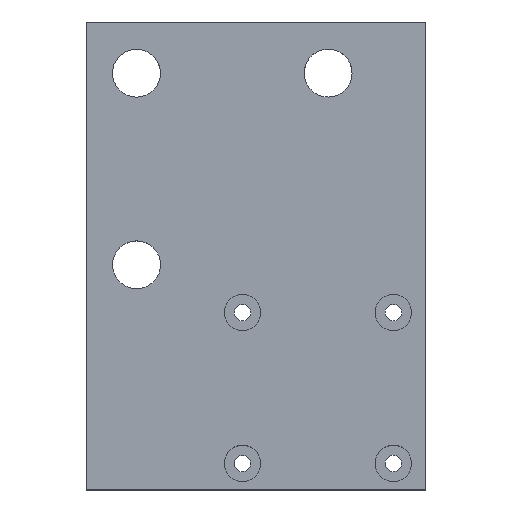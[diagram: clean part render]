
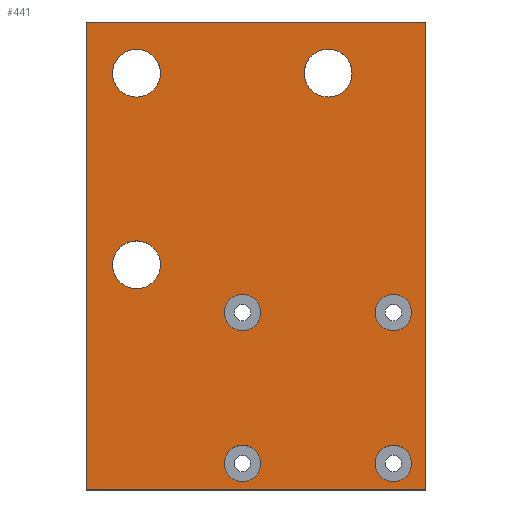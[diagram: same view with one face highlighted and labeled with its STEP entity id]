
A CAD part, top view. The second image highlights one B-rep face of the part: STEP entity #441.
In plain terms, the highlighted planar face has unit normal (0, 0, 1).
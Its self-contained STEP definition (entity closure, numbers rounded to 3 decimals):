
#29=LINE('',#751,#55);
#33=LINE('',#759,#59);
#36=LINE('',#765,#62);
#39=LINE('',#770,#65);
#55=VECTOR('',#634,10.);
#59=VECTOR('',#640,10.);
#62=VECTOR('',#645,10.);
#65=VECTOR('',#650,10.);
#88=FACE_BOUND('',#162,.T.);
#89=FACE_BOUND('',#163,.T.);
#90=FACE_BOUND('',#164,.T.);
#91=FACE_BOUND('',#165,.T.);
#92=FACE_BOUND('',#166,.T.);
#93=FACE_BOUND('',#167,.T.);
#94=FACE_BOUND('',#168,.T.);
#127=FACE_OUTER_BOUND('',#161,.T.);
#161=EDGE_LOOP('',(#381,#382,#383,#384));
#162=EDGE_LOOP('',(#385));
#163=EDGE_LOOP('',(#386));
#164=EDGE_LOOP('',(#387));
#165=EDGE_LOOP('',(#388));
#166=EDGE_LOOP('',(#389));
#167=EDGE_LOOP('',(#390));
#168=EDGE_LOOP('',(#391));
#179=CIRCLE('',#467,2.413);
#183=CIRCLE('',#474,2.413);
#187=CIRCLE('',#481,2.413);
#191=CIRCLE('',#488,2.413);
#196=CIRCLE('',#497,3.175);
#200=CIRCLE('',#504,3.175);
#204=CIRCLE('',#511,3.175);
#207=VERTEX_POINT('',#663);
#211=VERTEX_POINT('',#676);
#215=VERTEX_POINT('',#689);
#219=VERTEX_POINT('',#702);
#224=VERTEX_POINT('',#719);
#228=VERTEX_POINT('',#732);
#232=VERTEX_POINT('',#745);
#233=VERTEX_POINT('',#749);
#234=VERTEX_POINT('',#750);
#237=VERTEX_POINT('',#758);
#239=VERTEX_POINT('',#764);
#243=EDGE_CURVE('',#207,#207,#179,.T.);
#249=EDGE_CURVE('',#211,#211,#183,.T.);
#255=EDGE_CURVE('',#215,#215,#187,.T.);
#261=EDGE_CURVE('',#219,#219,#191,.T.);
#270=EDGE_CURVE('',#224,#224,#196,.T.);
#276=EDGE_CURVE('',#228,#228,#200,.T.);
#282=EDGE_CURVE('',#232,#232,#204,.T.);
#283=EDGE_CURVE('',#233,#234,#29,.T.);
#287=EDGE_CURVE('',#234,#237,#33,.T.);
#290=EDGE_CURVE('',#237,#239,#36,.T.);
#293=EDGE_CURVE('',#239,#233,#39,.T.);
#381=ORIENTED_EDGE('',*,*,#283,.F.);
#382=ORIENTED_EDGE('',*,*,#293,.F.);
#383=ORIENTED_EDGE('',*,*,#290,.F.);
#384=ORIENTED_EDGE('',*,*,#287,.F.);
#385=ORIENTED_EDGE('',*,*,#243,.T.);
#386=ORIENTED_EDGE('',*,*,#249,.T.);
#387=ORIENTED_EDGE('',*,*,#255,.T.);
#388=ORIENTED_EDGE('',*,*,#261,.T.);
#389=ORIENTED_EDGE('',*,*,#270,.T.);
#390=ORIENTED_EDGE('',*,*,#276,.T.);
#391=ORIENTED_EDGE('',*,*,#282,.T.);
#414=PLANE('',#516);
#441=ADVANCED_FACE('',(#127,#88,#89,#90,#91,#92,#93,#94),#414,.T.);
#467=AXIS2_PLACEMENT_3D('',#664,#528,#529);
#474=AXIS2_PLACEMENT_3D('',#677,#544,#545);
#481=AXIS2_PLACEMENT_3D('',#690,#560,#561);
#488=AXIS2_PLACEMENT_3D('',#703,#576,#577);
#497=AXIS2_PLACEMENT_3D('',#721,#598,#599);
#504=AXIS2_PLACEMENT_3D('',#734,#614,#615);
#511=AXIS2_PLACEMENT_3D('',#747,#630,#631);
#516=AXIS2_PLACEMENT_3D('',#772,#652,#653);
#528=DIRECTION('center_axis',(0.,0.,-1.));
#529=DIRECTION('ref_axis',(1.,0.,0.));
#544=DIRECTION('center_axis',(0.,0.,-1.));
#545=DIRECTION('ref_axis',(1.,0.,0.));
#560=DIRECTION('center_axis',(0.,0.,-1.));
#561=DIRECTION('ref_axis',(1.,0.,0.));
#576=DIRECTION('center_axis',(0.,0.,-1.));
#577=DIRECTION('ref_axis',(1.,0.,0.));
#598=DIRECTION('center_axis',(0.,0.,-1.));
#599=DIRECTION('ref_axis',(-1.,0.,0.));
#614=DIRECTION('center_axis',(0.,0.,-1.));
#615=DIRECTION('ref_axis',(-1.,0.,0.));
#630=DIRECTION('center_axis',(0.,0.,-1.));
#631=DIRECTION('ref_axis',(-1.,0.,0.));
#634=DIRECTION('',(0.,-1.,0.));
#640=DIRECTION('',(-1.,0.,0.));
#645=DIRECTION('',(0.,1.,0.));
#650=DIRECTION('',(1.,0.,0.));
#652=DIRECTION('center_axis',(0.,0.,1.));
#653=DIRECTION('ref_axis',(1.,0.,0.));
#663=CARTESIAN_POINT('',(15.79,-27.5,16.22));
#664=CARTESIAN_POINT('Origin',(18.203,-27.5,16.22));
#676=CARTESIAN_POINT('',(-4.21,-27.5,16.22));
#677=CARTESIAN_POINT('Origin',(-1.797,-27.5,16.22));
#689=CARTESIAN_POINT('',(-4.21,-7.5,16.22));
#690=CARTESIAN_POINT('Origin',(-1.797,-7.5,16.22));
#702=CARTESIAN_POINT('',(15.79,-7.5,16.22));
#703=CARTESIAN_POINT('Origin',(18.203,-7.5,16.22));
#719=CARTESIAN_POINT('',(-12.656,-1.182,16.22));
#721=CARTESIAN_POINT('Origin',(-15.831,-1.182,16.22));
#732=CARTESIAN_POINT('',(-12.665,24.218,16.22));
#734=CARTESIAN_POINT('Origin',(-15.84,24.218,16.22));
#745=CARTESIAN_POINT('',(12.735,24.227,16.22));
#747=CARTESIAN_POINT('Origin',(9.56,24.227,16.22));
#749=CARTESIAN_POINT('',(22.5,31.,16.22));
#750=CARTESIAN_POINT('',(22.5,-31.,16.22));
#751=CARTESIAN_POINT('',(22.5,31.,16.22));
#758=CARTESIAN_POINT('',(-22.5,-31.,16.22));
#759=CARTESIAN_POINT('',(22.5,-31.,16.22));
#764=CARTESIAN_POINT('',(-22.5,31.,16.22));
#765=CARTESIAN_POINT('',(-22.5,-31.,16.22));
#770=CARTESIAN_POINT('',(-22.5,31.,16.22));
#772=CARTESIAN_POINT('Origin',(0.,0.,
16.22));
